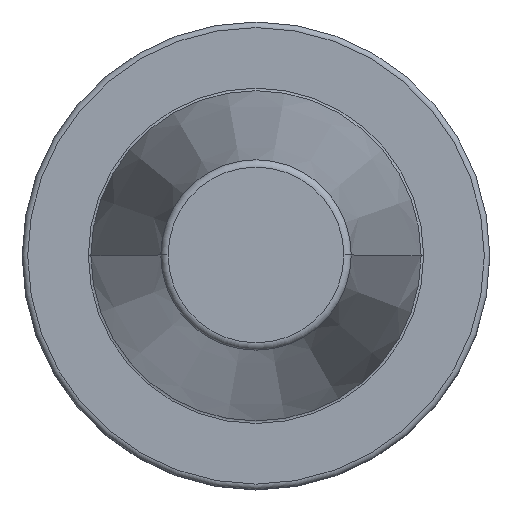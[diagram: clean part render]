
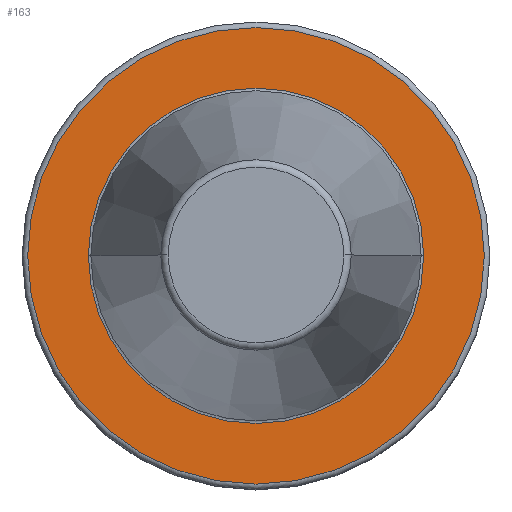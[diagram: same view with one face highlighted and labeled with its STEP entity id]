
A CAD part, top view. The second image highlights one B-rep face of the part: STEP entity #163.
In plain terms, the highlighted planar face has unit normal (0, 0, 1).
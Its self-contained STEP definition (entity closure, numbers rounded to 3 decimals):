
#163=ADVANCED_FACE('',(#190,#191),#181,.F.);
#181=PLANE('',#664);
#190=FACE_BOUND('',#219,.T.);
#191=FACE_BOUND('',#220,.T.);
#219=EDGE_LOOP('',(#330));
#220=EDGE_LOOP('',(#331,#332));
#330=ORIENTED_EDGE('',*,*,#487,.T.);
#331=ORIENTED_EDGE('',*,*,#436,.T.);
#332=ORIENTED_EDGE('',*,*,#434,.T.);
#389=VERTEX_POINT('',#923);
#392=VERTEX_POINT('',#928);
#422=VERTEX_POINT('',#1032);
#434=EDGE_CURVE('',#389,#392,#509,.T.);
#436=EDGE_CURVE('',#392,#389,#511,.T.);
#487=EDGE_CURVE('',#422,#422,#548,.T.);
#509=CIRCLE('',#600,22.563);
#511=CIRCLE('',#603,22.563);
#548=CIRCLE('',#660,30.725);
#600=AXIS2_PLACEMENT_3D('',#929,#712,#713);
#603=AXIS2_PLACEMENT_3D('',#932,#718,#719);
#660=AXIS2_PLACEMENT_3D('',#1033,#846,#847);
#664=AXIS2_PLACEMENT_3D('',#1037,#854,#855);
#712=DIRECTION('',(0.,0.,-1.));
#713=DIRECTION('',(-1.,0.,0.));
#718=DIRECTION('',(0.,0.,-1.));
#719=DIRECTION('',(-1.,0.,0.));
#846=DIRECTION('',(0.,0.,1.));
#847=DIRECTION('',(-1.,0.,0.));
#854=DIRECTION('',(0.,0.,-1.));
#855=DIRECTION('',(1.,0.,0.));
#923=CARTESIAN_POINT('',(-22.563,0.,-2.));
#928=CARTESIAN_POINT('',(22.563,0.,-2.));
#929=CARTESIAN_POINT('',(0.,0.,-2.));
#932=CARTESIAN_POINT('',(0.,0.,-2.));
#1032=CARTESIAN_POINT('',(-30.725,0.,-2.));
#1033=CARTESIAN_POINT('',(0.,0.,-2.));
#1037=CARTESIAN_POINT('',(0.,31.475,-2.));
